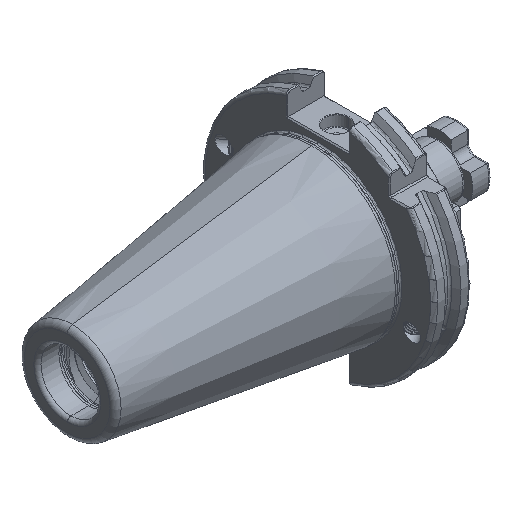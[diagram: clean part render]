
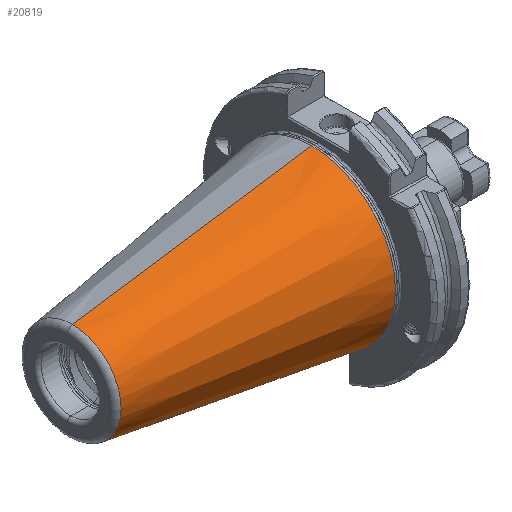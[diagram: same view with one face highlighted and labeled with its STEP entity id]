
A CAD part, isometric view. The second image highlights one B-rep face of the part: STEP entity #20819.
In plain terms, the highlighted conical face has half-angle 8.297 degrees and reference radius 35.392 mm.
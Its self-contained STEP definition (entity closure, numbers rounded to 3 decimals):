
#91 = DIRECTION ( 'NONE',  ( 0.99, 0., 0.144 ) ) ;
#96 = CARTESIAN_POINT ( 'NONE',  ( 0., 0., 35.392 ) ) ;
#384 = AXIS2_PLACEMENT_3D ( 'NONE', #9344, #9335, #9337 ) ;
#408 = AXIS2_PLACEMENT_3D ( 'NONE', #9353, #9395, #9385 ) ;
#534 = AXIS2_PLACEMENT_3D ( 'NONE', #34342, #34383, #34360 ) ;
#2843 = FACE_OUTER_BOUND ( 'NONE', #12280, .T. ) ;
#2948 = CONICAL_SURFACE ( 'NONE', #534, 35.392, 0.145 ) ;
#3322 = CIRCLE ( 'NONE', #20057, 35.027 ) ;
#3360 = LINE ( 'NONE', #96, #3363 ) ;
#3363 = VECTOR ( 'NONE', #91, 1000. ) ;
#7633 = ORIENTED_EDGE ( 'NONE', *, *, #30954, .F. ) ;
#7634 = ORIENTED_EDGE ( 'NONE', *, *, #20231, .T. ) ;
#7646 = ORIENTED_EDGE ( 'NONE', *, *, #20310, .F. ) ;
#7653 = ORIENTED_EDGE ( 'NONE', *, *, #30960, .T. ) ;
#7654 = ORIENTED_EDGE ( 'NONE', *, *, #20324, .F. ) ;
#9335 = DIRECTION ( 'NONE',  ( 1., 0., 0. ) ) ;
#9337 = DIRECTION ( 'NONE',  ( 0., 1., 0. ) ) ;
#9344 = CARTESIAN_POINT ( 'NONE',  ( -2.5, 0., 0. ) ) ;
#9353 = CARTESIAN_POINT ( 'NONE',  ( -102.811, 0., 0. ) ) ;
#9385 = DIRECTION ( 'NONE',  ( 0., 0., 1. ) ) ;
#9395 = DIRECTION ( 'NONE',  ( 1., 0., 0. ) ) ;
#10991 = CIRCLE ( 'NONE', #384, 35.027 ) ;
#11016 = CIRCLE ( 'NONE', #408, 20.399 ) ;
#12280 = EDGE_LOOP ( 'NONE', ( #7646, #7653, #7634, #7633, #7654 ) ) ;
#14304 = CARTESIAN_POINT ( 'NONE',  ( -102.811, 0., -20.399 ) ) ;
#14345 = CARTESIAN_POINT ( 'NONE',  ( -102.811, 0., 20.399 ) ) ;
#14360 = CARTESIAN_POINT ( 'NONE',  ( -2.5, 0., 35.027 ) ) ;
#14374 = CARTESIAN_POINT ( 'NONE',  ( -2.5, -35.027, 0. ) ) ;
#14387 = CARTESIAN_POINT ( 'NONE',  ( -2.5, 0., -35.027 ) ) ;
#20057 = AXIS2_PLACEMENT_3D ( 'NONE', #39182, #39240, #39228 ) ;
#20231 = EDGE_CURVE ( 'NONE', #24237, #24326, #24515, .T. ) ;
#20310 = EDGE_CURVE ( 'NONE', #24314, #24339, #3360, .T. ) ;
#20324 = EDGE_CURVE ( 'NONE', #24339, #24306, #3322, .T. ) ;
#20819 = ADVANCED_FACE ( 'NONE', ( #2843 ), #2948, .T. ) ;
#21597 = DIRECTION ( 'NONE',  ( 0.99, 0., -0.144 ) ) ;
#21607 = CARTESIAN_POINT ( 'NONE',  ( 0., 0., -35.392 ) ) ;
#24237 = VERTEX_POINT ( 'NONE', #14304 ) ;
#24306 = VERTEX_POINT ( 'NONE', #14374 ) ;
#24314 = VERTEX_POINT ( 'NONE', #14345 ) ;
#24326 = VERTEX_POINT ( 'NONE', #14387 ) ;
#24339 = VERTEX_POINT ( 'NONE', #14360 ) ;
#24515 = LINE ( 'NONE', #21607, #24529 ) ;
#24529 = VECTOR ( 'NONE', #21597, 1000. ) ;
#30954 = EDGE_CURVE ( 'NONE', #24306, #24326, #10991, .T. ) ;
#30960 = EDGE_CURVE ( 'NONE', #24314, #24237, #11016, .T. ) ;
#34342 = CARTESIAN_POINT ( 'NONE',  ( 0., 0., 0. ) ) ;
#34360 = DIRECTION ( 'NONE',  ( 0., 0., -1. ) ) ;
#34383 = DIRECTION ( 'NONE',  ( 1., 0., 0. ) ) ;
#39182 = CARTESIAN_POINT ( 'NONE',  ( -2.5, 0., 0. ) ) ;
#39228 = DIRECTION ( 'NONE',  ( 0., 1., 0. ) ) ;
#39240 = DIRECTION ( 'NONE',  ( 1., 0., 0. ) ) ;
